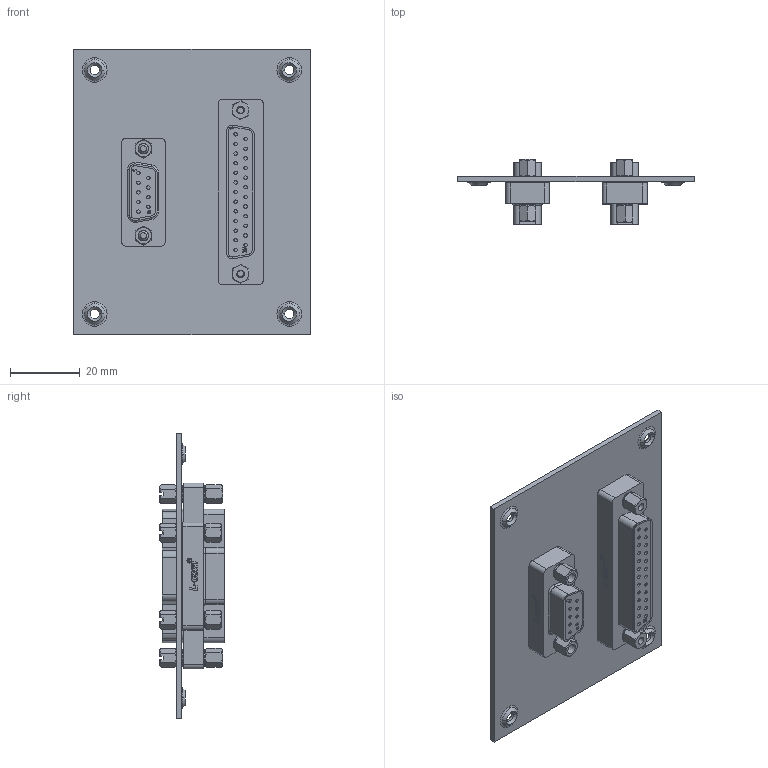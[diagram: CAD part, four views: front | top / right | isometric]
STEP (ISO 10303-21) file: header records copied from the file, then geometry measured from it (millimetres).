
FILE_DESCRIPTION (( 'STEP AP214' ), '1' );
FILE_NAME ('USP-DB9-25FB.STEP', '2017-06-01T19:30:22', ( 'L-Com' ), ( 'L-Com Global Connectivity' ), 'SwSTEP 2.0', 'SolidWorks 2014', '' );
FILE_SCHEMA (( 'AUTOMOTIVE_DESIGN' ));
Length unit declared in the file: inch
Products named in the file (11): DGB9F_.06 FLIP SCREWS; 3AA06-001; SD9S_with RADIUSED EDGE; DGB9F-MA1_GENDER CHANGER; DGB25F_.060 PANEL OFFSET; SDG400S-PROD_SDG400S-PROD; 3AA05-002; SD25S_Without Mounting Flange and Solder Cups; DGB25F-MA1_GENDER CHANGER; 1AR04-005; USP-DB9-25FB
Assembly tree (17 placements, depth 3):
  USP-DB9-25FB
    1AR04-005
    DGB25F_.060 PANEL OFFSET
      DGB25F-MA1_GENDER CHANGER
      SD25S_Without Mounting Flange and Solder Cups  x2
      3AA05-002  x2
      SDG400S-PROD_SDG400S-PROD  x2
    DGB9F_.06 FLIP SCREWS
      DGB9F-MA1_GENDER CHANGER
      SD9S_with RADIUSED EDGE  x2
      3AA06-001  x2
      3AA05-002  x2
Bounding box: 68.07 x 18.65 x 82.04 mm (x, y, z)
Volume: 18995.5 mm3; surface area: 20413 mm2
Topology: 15 solids, 15 shells, 2024 faces, 5131 edges, 3268 vertices
Faces by surface type: plane 1032, cone 348, cylinder 338, bspline 224, torus 50, sphere 32
Entity records: 71990 total; most frequent: CARTESIAN_POINT 20666, ORIENTED_EDGE 7834, DIRECTION 6753, EDGE_CURVE 3917, VECTOR 2807, LINE 2807, VERTEX_POINT 2546, AXIS2_PLACEMENT_3D 1973
